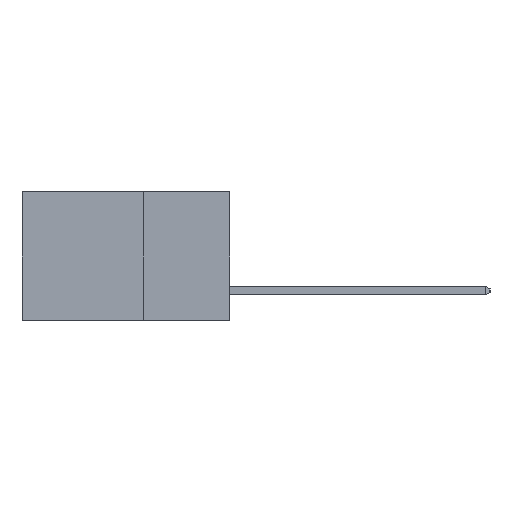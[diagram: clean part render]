
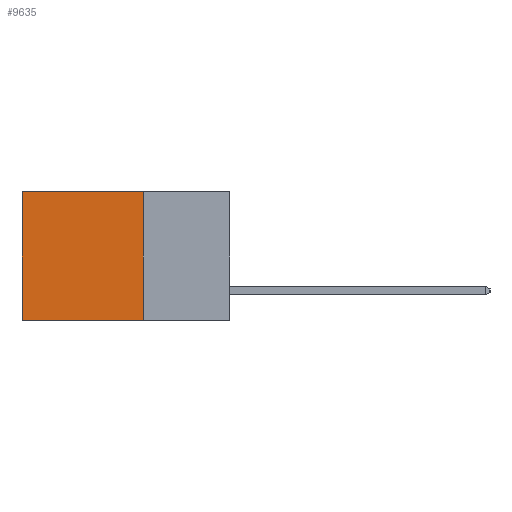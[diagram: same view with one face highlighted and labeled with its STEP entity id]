
A CAD part, left-side view. The second image highlights one B-rep face of the part: STEP entity #9635.
In plain terms, the highlighted planar face has unit normal (-1, 0, 0).
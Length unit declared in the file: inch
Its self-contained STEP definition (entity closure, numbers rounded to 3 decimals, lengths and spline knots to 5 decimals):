
#311 = EDGE_CURVE ( 'NONE', #505, #11123, #5815, .T. ) ;
#480 = VECTOR ( 'NONE', #4452, 39.37008 ) ;
#505 = VERTEX_POINT ( 'NONE', #6149 ) ;
#1191 = ORIENTED_EDGE ( 'NONE', *, *, #311, .F. ) ;
#1402 = EDGE_CURVE ( 'NONE', #11123, #12640, #10999, .T. ) ;
#2279 = LINE ( 'NONE', #9212, #13201 ) ;
#2394 = VECTOR ( 'NONE', #9767, 39.37008 ) ;
#3675 = ORIENTED_EDGE ( 'NONE', *, *, #10921, .T. ) ;
#3700 = FACE_OUTER_BOUND ( 'NONE', #8104, .T. ) ;
#3883 = DIRECTION ( 'NONE',  ( 0., 0., -1. ) ) ;
#4452 = DIRECTION ( 'NONE',  ( 0., 0., -1. ) ) ;
#4634 = CARTESIAN_POINT ( 'NONE',  ( 0.2615, 0.6, 0. ) ) ;
#4776 = CARTESIAN_POINT ( 'NONE',  ( 0.2615, 0.25, -0.37 ) ) ;
#5469 = VERTEX_POINT ( 'NONE', #4634 ) ;
#5815 = LINE ( 'NONE', #11820, #480 ) ;
#6149 = CARTESIAN_POINT ( 'NONE',  ( 0.2615, 0.25, 0. ) ) ;
#6604 = EDGE_CURVE ( 'NONE', #505, #5469, #10737, .T. ) ;
#7288 = VECTOR ( 'NONE', #11476, 39.37008 ) ;
#7458 = CARTESIAN_POINT ( 'NONE',  ( 0.2615, 0.25, -0.37 ) ) ;
#8104 = EDGE_LOOP ( 'NONE', ( #3675, #9397, #1191, #14457 ) ) ;
#9212 = CARTESIAN_POINT ( 'NONE',  ( 0.2615, 0.6, -0.37 ) ) ;
#9397 = ORIENTED_EDGE ( 'NONE', *, *, #1402, .F. ) ;
#9635 = ADVANCED_FACE ( 'NONE', ( #3700 ), #12121, .F. ) ;
#9767 = DIRECTION ( 'NONE',  ( 0., 1., 0. ) ) ;
#10737 = LINE ( 'NONE', #10903, #2394 ) ;
#10903 = CARTESIAN_POINT ( 'NONE',  ( 0.2615, 0.25, 0. ) ) ;
#10921 = EDGE_CURVE ( 'NONE', #5469, #12640, #2279, .T. ) ;
#10999 = LINE ( 'NONE', #13798, #7288 ) ;
#11123 = VERTEX_POINT ( 'NONE', #4776 ) ;
#11476 = DIRECTION ( 'NONE',  ( 0., 1., 0. ) ) ;
#11609 = DIRECTION ( 'NONE',  ( 0., 0., -1. ) ) ;
#11820 = CARTESIAN_POINT ( 'NONE',  ( 0.2615, 0.25, -0.37 ) ) ;
#12121 = PLANE ( 'NONE',  #14093 ) ;
#12640 = VERTEX_POINT ( 'NONE', #15059 ) ;
#13201 = VECTOR ( 'NONE', #11609, 39.37008 ) ;
#13294 = DIRECTION ( 'NONE',  ( 1., 0., 0. ) ) ;
#13798 = CARTESIAN_POINT ( 'NONE',  ( 0.2615, 0.25, -0.37 ) ) ;
#14093 = AXIS2_PLACEMENT_3D ( 'NONE', #7458, #13294, #3883 ) ;
#14457 = ORIENTED_EDGE ( 'NONE', *, *, #6604, .T. ) ;
#15059 = CARTESIAN_POINT ( 'NONE',  ( 0.2615, 0.6, -0.37 ) ) ;
